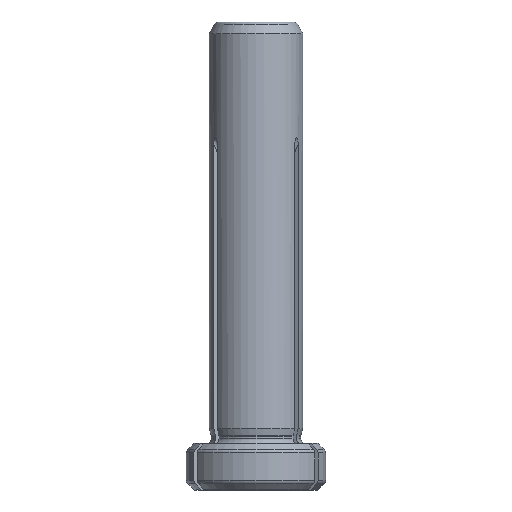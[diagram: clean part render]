
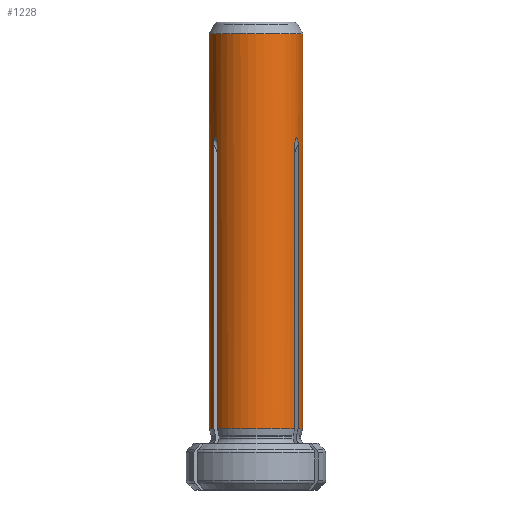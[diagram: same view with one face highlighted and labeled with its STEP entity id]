
A CAD part, left-side view. The second image highlights one B-rep face of the part: STEP entity #1228.
In plain terms, the highlighted cylindrical face has radius 2.999 mm (diameter 5.997 mm), a full revolution.
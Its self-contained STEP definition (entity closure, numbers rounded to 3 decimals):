
#44=LINE('',#1946,#86);
#49=LINE('',#1994,#91);
#58=LINE('',#2188,#100);
#63=LINE('',#2236,#105);
#72=LINE('',#2372,#114);
#73=LINE('',#2384,#115);
#86=VECTOR('',#1488,1000.);
#91=VECTOR('',#1495,1000.);
#100=VECTOR('',#1580,1000.);
#105=VECTOR('',#1587,1000.);
#114=VECTOR('',#1658,1000.);
#115=VECTOR('',#1659,1000.);
#125=CYLINDRICAL_SURFACE('',#1366,2.999);
#179=B_SPLINE_CURVE_WITH_KNOTS('',3,(#1903,#1904,#1905,#1906,#1907,#1908,
#1909,#1910,#1911),.UNSPECIFIED.,.F.,.F.,(4,1,1,1,1,1,4),(0.,0.,
0.,0.001,0.001,0.001,
0.001),.UNSPECIFIED.);
#208=B_SPLINE_CURVE_WITH_KNOTS('',3,(#2145,#2146,#2147,#2148,#2149,#2150,
#2151,#2152,#2153),.UNSPECIFIED.,.F.,.F.,(4,1,1,1,1,1,4),(0.,0.,
0.,0.001,0.001,0.001,
0.001),.UNSPECIFIED.);
#232=B_SPLINE_CURVE_WITH_KNOTS('',3,(#2374,#2375,#2376,#2377,#2378,#2379,
#2380,#2381,#2382),.UNSPECIFIED.,.F.,.F.,(4,1,1,1,1,1,4),(0.,0.,
0.,0.001,0.001,0.001,
0.001),.UNSPECIFIED.);
#524=ORIENTED_EDGE('',*,*,#784,.T.);
#525=ORIENTED_EDGE('',*,*,#693,.T.);
#526=ORIENTED_EDGE('',*,*,#673,.T.);
#527=ORIENTED_EDGE('',*,*,#665,.T.);
#528=ORIENTED_EDGE('',*,*,#686,.F.);
#529=ORIENTED_EDGE('',*,*,#614,.T.);
#530=ORIENTED_EDGE('',*,*,#785,.T.);
#531=ORIENTED_EDGE('',*,*,#786,.T.);
#532=ORIENTED_EDGE('',*,*,#787,.F.);
#533=ORIENTED_EDGE('',*,*,#753,.T.);
#534=ORIENTED_EDGE('',*,*,#736,.T.);
#535=ORIENTED_EDGE('',*,*,#728,.T.);
#536=ORIENTED_EDGE('',*,*,#749,.F.);
#614=EDGE_CURVE('',#804,#803,#931,.T.);
#665=EDGE_CURVE('',#846,#845,#179,.T.);
#673=EDGE_CURVE('',#851,#846,#44,.T.);
#686=EDGE_CURVE('',#804,#845,#49,.T.);
#693=EDGE_CURVE('',#863,#851,#956,.T.);
#728=EDGE_CURVE('',#887,#886,#208,.T.);
#736=EDGE_CURVE('',#892,#887,#58,.T.);
#749=EDGE_CURVE('',#863,#886,#63,.T.);
#753=EDGE_CURVE('',#903,#892,#976,.T.);
#784=EDGE_CURVE('',#919,#919,#988,.T.);
#785=EDGE_CURVE('',#803,#920,#72,.T.);
#786=EDGE_CURVE('',#920,#921,#232,.T.);
#787=EDGE_CURVE('',#903,#921,#73,.T.);
#803=VERTEX_POINT('',#1715);
#804=VERTEX_POINT('',#1717);
#845=VERTEX_POINT('',#1902);
#846=VERTEX_POINT('',#1912);
#851=VERTEX_POINT('',#1947);
#863=VERTEX_POINT('',#2014);
#886=VERTEX_POINT('',#2144);
#887=VERTEX_POINT('',#2154);
#892=VERTEX_POINT('',#2189);
#903=VERTEX_POINT('',#2243);
#919=VERTEX_POINT('',#2371);
#920=VERTEX_POINT('',#2373);
#921=VERTEX_POINT('',#2383);
#931=CIRCLE('',#1256,2.999);
#956=CIRCLE('',#1300,2.999);
#976=CIRCLE('',#1339,2.999);
#988=CIRCLE('',#1367,2.999);
#1057=EDGE_LOOP('',(#524));
#1058=EDGE_LOOP('',(#525,#526,#527,#528,#529,#530,#531,#532,#533,#534,#535,
#536));
#1137=FACE_BOUND('',#1057,.T.);
#1138=FACE_BOUND('',#1058,.T.);
#1228=ADVANCED_FACE('',(#1137,#1138),#125,.T.);
#1256=AXIS2_PLACEMENT_3D('',#1716,#1396,#1397);
#1300=AXIS2_PLACEMENT_3D('',#2013,#1502,#1503);
#1339=AXIS2_PLACEMENT_3D('',#2242,#1594,#1595);
#1366=AXIS2_PLACEMENT_3D('',#2369,#1654,#1655);
#1367=AXIS2_PLACEMENT_3D('',#2370,#1656,#1657);
#1396=DIRECTION('',(0.,0.,1.));
#1397=DIRECTION('',(1.,0.,0.));
#1488=DIRECTION('',(0.,0.,1.));
#1495=DIRECTION('',(0.,0.,1.));
#1502=DIRECTION('',(0.,0.,1.));
#1503=DIRECTION('',(1.,0.,0.));
#1580=DIRECTION('',(0.,0.,1.));
#1587=DIRECTION('',(0.,0.,1.));
#1594=DIRECTION('',(0.,0.,1.));
#1595=DIRECTION('',(1.,0.,0.));
#1654=DIRECTION('',(0.,0.,1.));
#1655=DIRECTION('',(1.,0.,0.));
#1656=DIRECTION('',(0.,0.,-1.));
#1657=DIRECTION('',(-1.,0.,0.));
#1658=DIRECTION('',(0.,0.,1.));
#1659=DIRECTION('',(0.,0.,1.));
#1715=CARTESIAN_POINT('',(2.99,-0.225,0.936));
#1716=CARTESIAN_POINT('',(0.,0.,0.936));
#1717=CARTESIAN_POINT('',(-1.3,-2.702,0.936));
#1902=CARTESIAN_POINT('',(-1.3,-2.702,19.142));
#1903=CARTESIAN_POINT('',(-1.69,-2.477,19.142));
#1904=CARTESIAN_POINT('',(-1.69,-2.477,19.232));
#1905=CARTESIAN_POINT('',(-1.673,-2.489,19.368));
#1906=CARTESIAN_POINT('',(-1.608,-2.531,19.531));
#1907=CARTESIAN_POINT('',(-1.5,-2.598,19.619));
#1908=CARTESIAN_POINT('',(-1.388,-2.659,19.531));
#1909=CARTESIAN_POINT('',(-1.319,-2.693,19.368));
#1910=CARTESIAN_POINT('',(-1.3,-2.702,19.232));
#1911=CARTESIAN_POINT('',(-1.3,-2.702,19.142));
#1912=CARTESIAN_POINT('',(-1.69,-2.477,19.142));
#1946=CARTESIAN_POINT('',(-1.69,-2.477,0.));
#1947=CARTESIAN_POINT('',(-1.69,-2.477,0.936));
#1994=CARTESIAN_POINT('',(-1.3,-2.702,0.));
#2013=CARTESIAN_POINT('',(0.,0.,0.936));
#2014=CARTESIAN_POINT('',(-1.69,2.477,0.936));
#2144=CARTESIAN_POINT('',(-1.69,2.477,19.142));
#2145=CARTESIAN_POINT('',(-1.3,2.702,19.142));
#2146=CARTESIAN_POINT('',(-1.3,2.702,19.232));
#2147=CARTESIAN_POINT('',(-1.319,2.693,19.368));
#2148=CARTESIAN_POINT('',(-1.388,2.659,19.531));
#2149=CARTESIAN_POINT('',(-1.5,2.598,19.619));
#2150=CARTESIAN_POINT('',(-1.608,2.532,19.531));
#2151=CARTESIAN_POINT('',(-1.673,2.489,19.368));
#2152=CARTESIAN_POINT('',(-1.69,2.477,19.232));
#2153=CARTESIAN_POINT('',(-1.69,2.477,19.142));
#2154=CARTESIAN_POINT('',(-1.3,2.702,19.142));
#2188=CARTESIAN_POINT('',(-1.3,2.702,0.));
#2189=CARTESIAN_POINT('',(-1.3,2.702,0.936));
#2236=CARTESIAN_POINT('',(-1.69,2.477,0.));
#2242=CARTESIAN_POINT('',(0.,0.,0.936));
#2243=CARTESIAN_POINT('',(2.99,0.225,0.936));
#2369=CARTESIAN_POINT('',(0.,0.,0.));
#2370=CARTESIAN_POINT('',(0.,0.,26.262));
#2371=CARTESIAN_POINT('',(-2.999,0.,26.262));
#2372=CARTESIAN_POINT('',(2.99,-0.225,0.));
#2373=CARTESIAN_POINT('',(2.99,-0.225,19.142));
#2374=CARTESIAN_POINT('',(2.99,-0.225,19.142));
#2375=CARTESIAN_POINT('',(2.99,-0.225,19.232));
#2376=CARTESIAN_POINT('',(2.992,-0.204,19.368));
#2377=CARTESIAN_POINT('',(2.997,-0.127,19.531));
#2378=CARTESIAN_POINT('',(3.,0.,19.619));
#2379=CARTESIAN_POINT('',(2.997,0.127,19.531));
#2380=CARTESIAN_POINT('',(2.992,0.204,19.368));
#2381=CARTESIAN_POINT('',(2.99,0.225,19.232));
#2382=CARTESIAN_POINT('',(2.99,0.225,19.142));
#2383=CARTESIAN_POINT('',(2.99,0.225,19.142));
#2384=CARTESIAN_POINT('',(2.99,0.225,0.));
